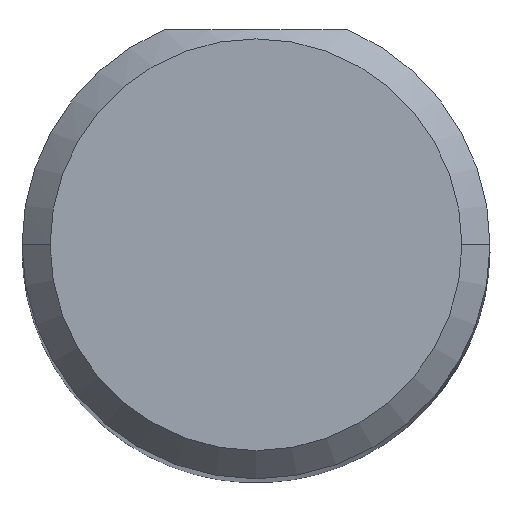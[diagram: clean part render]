
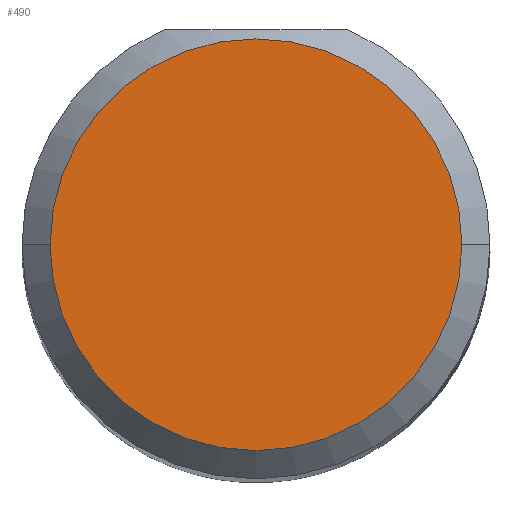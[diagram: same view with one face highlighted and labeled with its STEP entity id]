
A CAD part, top view. The second image highlights one B-rep face of the part: STEP entity #490.
In plain terms, the highlighted planar face has unit normal (0, 0, 1).
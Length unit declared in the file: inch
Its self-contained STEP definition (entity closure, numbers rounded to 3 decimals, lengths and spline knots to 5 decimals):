
#5 = CARTESIAN_POINT ( 'NONE',  ( 0.11, 0., 2.5 ) ) ;
#13 = CARTESIAN_POINT ( 'NONE',  ( 0., 0., 2.5 ) ) ;
#54 = DIRECTION ( 'NONE',  ( 0., 0., 1. ) ) ;
#59 = EDGE_CURVE ( 'NONE', #187, #524, #310, .T. ) ;
#74 = AXIS2_PLACEMENT_3D ( 'NONE', #13, #498, #373 ) ;
#101 = CARTESIAN_POINT ( 'NONE',  ( -0.11, 0., 2.5 ) ) ;
#163 = PLANE ( 'NONE',  #74 ) ;
#170 = DIRECTION ( 'NONE',  ( 1., 0., 0. ) ) ;
#187 = VERTEX_POINT ( 'NONE', #5 ) ;
#212 = EDGE_CURVE ( 'NONE', #524, #187, #358, .T. ) ;
#284 = ORIENTED_EDGE ( 'NONE', *, *, #212, .T. ) ;
#286 = FACE_OUTER_BOUND ( 'NONE', #505, .T. ) ;
#288 = DIRECTION ( 'NONE',  ( 1., 0., 0. ) ) ;
#310 = CIRCLE ( 'NONE', #343, 0.11 ) ;
#325 = CARTESIAN_POINT ( 'NONE',  ( 0., 0., 2.5 ) ) ;
#343 = AXIS2_PLACEMENT_3D ( 'NONE', #533, #494, #288 ) ;
#358 = CIRCLE ( 'NONE', #521, 0.11 ) ;
#373 = DIRECTION ( 'NONE',  ( 1., 0., 0. ) ) ;
#487 = ORIENTED_EDGE ( 'NONE', *, *, #59, .T. ) ;
#490 = ADVANCED_FACE ( 'NONE', ( #286 ), #163, .T. ) ;
#494 = DIRECTION ( 'NONE',  ( 0., 0., 1. ) ) ;
#498 = DIRECTION ( 'NONE',  ( 0., 0., 1. ) ) ;
#505 = EDGE_LOOP ( 'NONE', ( #284, #487 ) ) ;
#521 = AXIS2_PLACEMENT_3D ( 'NONE', #325, #54, #170 ) ;
#524 = VERTEX_POINT ( 'NONE', #101 ) ;
#533 = CARTESIAN_POINT ( 'NONE',  ( 0., 0., 2.5 ) ) ;
